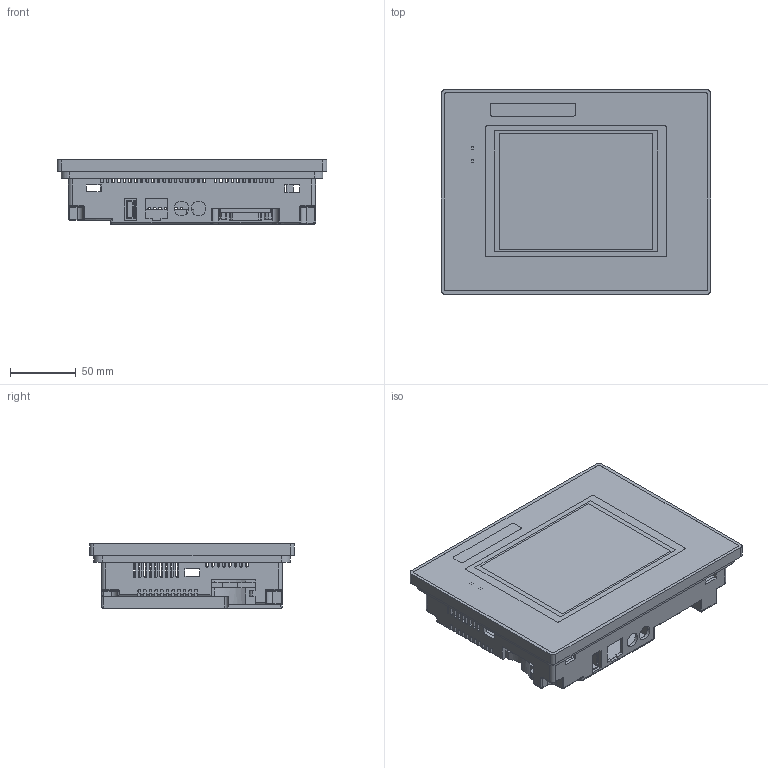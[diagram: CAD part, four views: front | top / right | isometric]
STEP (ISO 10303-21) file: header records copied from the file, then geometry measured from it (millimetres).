
FILE_DESCRIPTION (( 'STEP AP214' ), '1' );
FILE_NAME ('EA9-T6CL-R.STEP', '2015-02-17T16:08:23', ( '' ), ( '' ), 'SwSTEP 2.0', 'SolidWorks 2014', '' );
FILE_SCHEMA (( 'AUTOMOTIVE_DESIGN' ));
Length unit declared in the file: inch
Products named in the file (1): EA9-T6CL-R
Bounding box: 205.23 x 155.7 x 48.9 mm (x, y, z)
Volume: 273361.1 mm3; surface area: 198902.6 mm2
Topology: 5 solids, 5 shells, 1345 faces, 4085 edges, 2690 vertices
Faces by surface type: plane 708, cylinder 598, torus 35, bspline 4
Entity records: 48594 total; most frequent: CARTESIAN_POINT 8325, ORIENTED_EDGE 8162, DIRECTION 7973, EDGE_CURVE 4081, LINE 2845, VECTOR 2845, VERTEX_POINT 2690, AXIS2_PLACEMENT_3D 2564
